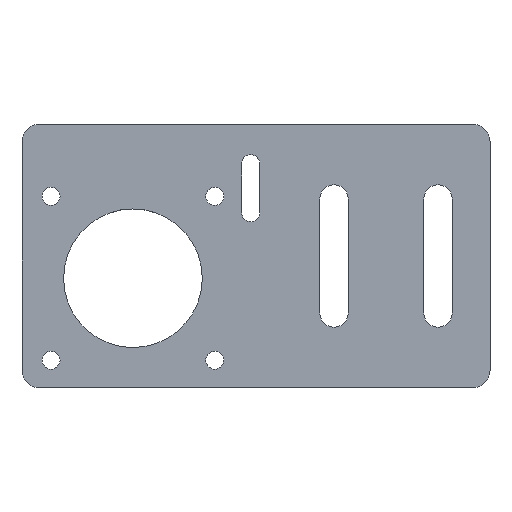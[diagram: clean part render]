
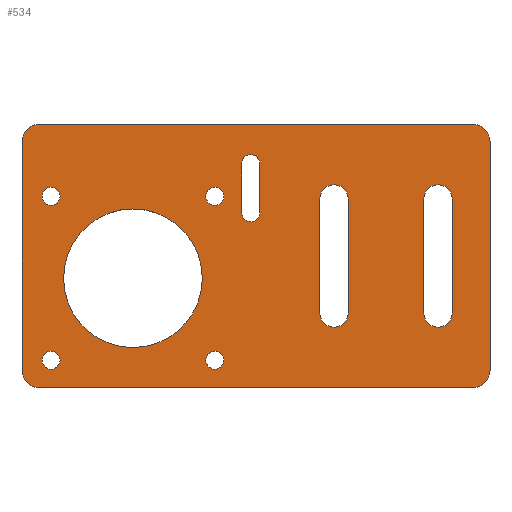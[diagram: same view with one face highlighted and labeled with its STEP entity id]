
A CAD part, top view. The second image highlights one B-rep face of the part: STEP entity #534.
In plain terms, the highlighted planar face has unit normal (0, 0, 1).
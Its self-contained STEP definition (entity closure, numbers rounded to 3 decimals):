
#17=LINE('',#763,#57);
#22=LINE('',#776,#62);
#25=LINE('',#787,#65);
#30=LINE('',#800,#70);
#33=LINE('',#811,#73);
#38=LINE('',#824,#78);
#42=LINE('',#861,#82);
#46=LINE('',#873,#86);
#50=LINE('',#885,#90);
#54=LINE('',#895,#94);
#57=VECTOR('',#606,32.86);
#62=VECTOR('',#619,32.86);
#65=VECTOR('',#630,32.86);
#70=VECTOR('',#643,32.86);
#73=VECTOR('',#654,14.);
#78=VECTOR('',#667,14.);
#82=VECTOR('',#709,125.);
#86=VECTOR('',#721,66.);
#90=VECTOR('',#733,125.);
#94=VECTOR('',#745,66.);
#106=PLANE('',#593);
#120=FACE_BOUND('',#195,.T.);
#121=FACE_BOUND('',#196,.T.);
#122=FACE_BOUND('',#197,.T.);
#123=FACE_BOUND('',#198,.T.);
#124=FACE_BOUND('',#199,.T.);
#125=FACE_BOUND('',#200,.T.);
#126=FACE_BOUND('',#201,.T.);
#127=FACE_BOUND('',#202,.T.);
#154=FACE_OUTER_BOUND('',#194,.T.);
#194=EDGE_LOOP('',(#468,#469,#470,#471,#472,#473,#474,#475));
#195=EDGE_LOOP('',(#476));
#196=EDGE_LOOP('',(#477,#478,#479,#480));
#197=EDGE_LOOP('',(#481,#482,#483,#484));
#198=EDGE_LOOP('',(#485,#486,#487,#488));
#199=EDGE_LOOP('',(#489));
#200=EDGE_LOOP('',(#490));
#201=EDGE_LOOP('',(#491));
#202=EDGE_LOOP('',(#492));
#203=CIRCLE('',#538,20.);
#206=CIRCLE('',#543,4.1);
#208=CIRCLE('',#547,4.1);
#210=CIRCLE('',#551,4.1);
#212=CIRCLE('',#555,4.1);
#214=CIRCLE('',#559,2.65);
#216=CIRCLE('',#563,2.65);
#217=CIRCLE('',#565,2.6);
#219=CIRCLE('',#568,2.6);
#221=CIRCLE('',#571,2.6);
#223=CIRCLE('',#574,2.6);
#226=CIRCLE('',#578,5.);
#228=CIRCLE('',#582,5.);
#230=CIRCLE('',#586,5.);
#232=CIRCLE('',#590,5.);
#233=VERTEX_POINT('',#752);
#237=VERTEX_POINT('',#760);
#238=VERTEX_POINT('',#762);
#240=VERTEX_POINT('',#768);
#242=VERTEX_POINT('',#774);
#245=VERTEX_POINT('',#784);
#246=VERTEX_POINT('',#786);
#248=VERTEX_POINT('',#792);
#250=VERTEX_POINT('',#798);
#253=VERTEX_POINT('',#808);
#254=VERTEX_POINT('',#810);
#256=VERTEX_POINT('',#816);
#258=VERTEX_POINT('',#822);
#259=VERTEX_POINT('',#829);
#261=VERTEX_POINT('',#834);
#263=VERTEX_POINT('',#839);
#265=VERTEX_POINT('',#844);
#269=VERTEX_POINT('',#852);
#270=VERTEX_POINT('',#854);
#272=VERTEX_POINT('',#860);
#274=VERTEX_POINT('',#866);
#276=VERTEX_POINT('',#872);
#278=VERTEX_POINT('',#878);
#280=VERTEX_POINT('',#884);
#282=VERTEX_POINT('',#890);
#283=EDGE_CURVE('',#233,#233,#203,.T.);
#287=EDGE_CURVE('',#238,#237,#17,.T.);
#291=EDGE_CURVE('',#237,#240,#206,.T.);
#294=EDGE_CURVE('',#240,#242,#22,.T.);
#296=EDGE_CURVE('',#242,#238,#208,.T.);
#299=EDGE_CURVE('',#246,#245,#25,.T.);
#303=EDGE_CURVE('',#245,#248,#210,.T.);
#306=EDGE_CURVE('',#248,#250,#30,.T.);
#308=EDGE_CURVE('',#250,#246,#212,.T.);
#311=EDGE_CURVE('',#254,#253,#33,.T.);
#315=EDGE_CURVE('',#253,#256,#214,.T.);
#318=EDGE_CURVE('',#256,#258,#38,.T.);
#320=EDGE_CURVE('',#258,#254,#216,.T.);
#321=EDGE_CURVE('',#259,#259,#217,.T.);
#323=EDGE_CURVE('',#261,#261,#219,.T.);
#325=EDGE_CURVE('',#263,#263,#221,.T.);
#327=EDGE_CURVE('',#265,#265,#223,.T.);
#331=EDGE_CURVE('',#270,#269,#226,.T.);
#334=EDGE_CURVE('',#272,#270,#42,.T.);
#337=EDGE_CURVE('',#274,#272,#228,.T.);
#340=EDGE_CURVE('',#276,#274,#46,.T.);
#343=EDGE_CURVE('',#278,#276,#230,.T.);
#346=EDGE_CURVE('',#280,#278,#50,.T.);
#349=EDGE_CURVE('',#282,#280,#232,.T.);
#352=EDGE_CURVE('',#269,#282,#54,.T.);
#468=ORIENTED_EDGE('',*,*,#352,.T.);
#469=ORIENTED_EDGE('',*,*,#349,.T.);
#470=ORIENTED_EDGE('',*,*,#346,.T.);
#471=ORIENTED_EDGE('',*,*,#343,.T.);
#472=ORIENTED_EDGE('',*,*,#340,.T.);
#473=ORIENTED_EDGE('',*,*,#337,.T.);
#474=ORIENTED_EDGE('',*,*,#334,.T.);
#475=ORIENTED_EDGE('',*,*,#331,.T.);
#476=ORIENTED_EDGE('',*,*,#283,.T.);
#477=ORIENTED_EDGE('',*,*,#287,.T.);
#478=ORIENTED_EDGE('',*,*,#291,.T.);
#479=ORIENTED_EDGE('',*,*,#294,.T.);
#480=ORIENTED_EDGE('',*,*,#296,.T.);
#481=ORIENTED_EDGE('',*,*,#299,.T.);
#482=ORIENTED_EDGE('',*,*,#303,.T.);
#483=ORIENTED_EDGE('',*,*,#306,.T.);
#484=ORIENTED_EDGE('',*,*,#308,.T.);
#485=ORIENTED_EDGE('',*,*,#311,.T.);
#486=ORIENTED_EDGE('',*,*,#315,.T.);
#487=ORIENTED_EDGE('',*,*,#318,.T.);
#488=ORIENTED_EDGE('',*,*,#320,.T.);
#489=ORIENTED_EDGE('',*,*,#321,.T.);
#490=ORIENTED_EDGE('',*,*,#323,.T.);
#491=ORIENTED_EDGE('',*,*,#325,.T.);
#492=ORIENTED_EDGE('',*,*,#327,.T.);
#534=ADVANCED_FACE('',(#154,#120,#121,#122,#123,#124,#125,#126,#127),#106,
 .T.);
#538=AXIS2_PLACEMENT_3D('',#753,#598,#599);
#543=AXIS2_PLACEMENT_3D('',#770,#613,#614);
#547=AXIS2_PLACEMENT_3D('',#779,#624,#625);
#551=AXIS2_PLACEMENT_3D('',#794,#637,#638);
#555=AXIS2_PLACEMENT_3D('',#803,#648,#649);
#559=AXIS2_PLACEMENT_3D('',#818,#661,#662);
#563=AXIS2_PLACEMENT_3D('',#827,#672,#673);
#565=AXIS2_PLACEMENT_3D('',#830,#676,#677);
#568=AXIS2_PLACEMENT_3D('',#835,#682,#683);
#571=AXIS2_PLACEMENT_3D('',#840,#688,#689);
#574=AXIS2_PLACEMENT_3D('',#845,#694,#695);
#578=AXIS2_PLACEMENT_3D('',#855,#703,#704);
#582=AXIS2_PLACEMENT_3D('',#867,#715,#716);
#586=AXIS2_PLACEMENT_3D('',#879,#727,#728);
#590=AXIS2_PLACEMENT_3D('',#891,#739,#740);
#593=AXIS2_PLACEMENT_3D('',#897,#748,#749);
#598=DIRECTION('center_axis',(0.,0.,-1.));
#599=DIRECTION('ref_axis',(-1.,0.,0.));
#606=DIRECTION('',(0.,-1.,0.));
#613=DIRECTION('center_axis',(0.,0.,-1.));
#614=DIRECTION('ref_axis',(1.,0.,0.));
#619=DIRECTION('',(0.,1.,0.));
#624=DIRECTION('center_axis',(0.,0.,-1.));
#625=DIRECTION('ref_axis',(-1.,0.,0.));
#630=DIRECTION('',(0.,-1.,0.));
#637=DIRECTION('center_axis',(0.,0.,-1.));
#638=DIRECTION('ref_axis',(1.,0.,0.));
#643=DIRECTION('',(0.,1.,0.));
#648=DIRECTION('center_axis',(0.,0.,-1.));
#649=DIRECTION('ref_axis',(-1.,0.,0.));
#654=DIRECTION('',(0.,-1.,0.));
#661=DIRECTION('center_axis',(0.,0.,-1.));
#662=DIRECTION('ref_axis',(1.,0.,0.));
#667=DIRECTION('',(0.,1.,0.));
#672=DIRECTION('center_axis',(0.,0.,-1.));
#673=DIRECTION('ref_axis',(-1.,0.,0.));
#676=DIRECTION('center_axis',(0.,0.,-1.));
#677=DIRECTION('ref_axis',(-1.,0.,0.));
#682=DIRECTION('center_axis',(0.,0.,-1.));
#683=DIRECTION('ref_axis',(-1.,0.,0.));
#688=DIRECTION('center_axis',(0.,0.,-1.));
#689=DIRECTION('ref_axis',(-1.,0.,0.));
#694=DIRECTION('center_axis',(0.,0.,-1.));
#695=DIRECTION('ref_axis',(-1.,0.,0.));
#703=DIRECTION('center_axis',(0.,0.,1.));
#704=DIRECTION('ref_axis',(0.,-1.,0.));
#709=DIRECTION('',(-1.,0.,0.));
#715=DIRECTION('center_axis',(0.,0.,1.));
#716=DIRECTION('ref_axis',(-1.,0.,0.));
#721=DIRECTION('',(0.,1.,0.));
#727=DIRECTION('center_axis',(0.,0.,1.));
#728=DIRECTION('ref_axis',(0.,1.,0.));
#733=DIRECTION('',(1.,0.,0.));
#739=DIRECTION('center_axis',(0.,0.,1.));
#740=DIRECTION('ref_axis',(1.,0.,0.));
#745=DIRECTION('',(0.,-1.,0.));
#748=DIRECTION('center_axis',(0.,0.,1.));
#749=DIRECTION('ref_axis',(1.,0.,0.));
#752=CARTESIAN_POINT('',(380.711,348.599,5.));
#753=CARTESIAN_POINT('Origin',(360.711,348.599,5.));
#760=CARTESIAN_POINT('',(422.811,338.599,5.));
#762=CARTESIAN_POINT('',(422.811,371.459,5.));
#763=CARTESIAN_POINT('',(422.811,346.814,5.));
#768=CARTESIAN_POINT('',(414.611,338.599,5.));
#770=CARTESIAN_POINT('Origin',(418.711,338.599,5.));
#774=CARTESIAN_POINT('',(414.611,371.459,5.));
#776=CARTESIAN_POINT('',(414.611,363.244,5.));
#779=CARTESIAN_POINT('Origin',(418.711,371.459,5.));
#784=CARTESIAN_POINT('',(452.811,338.599,5.));
#786=CARTESIAN_POINT('',(452.811,371.459,5.));
#787=CARTESIAN_POINT('',(452.811,346.814,5.));
#792=CARTESIAN_POINT('',(444.611,338.599,5.));
#794=CARTESIAN_POINT('Origin',(448.711,338.599,5.));
#798=CARTESIAN_POINT('',(444.611,371.459,5.));
#800=CARTESIAN_POINT('',(444.611,363.244,5.));
#803=CARTESIAN_POINT('Origin',(448.711,371.459,5.));
#808=CARTESIAN_POINT('',(397.361,367.599,5.));
#810=CARTESIAN_POINT('',(397.361,381.599,5.));
#811=CARTESIAN_POINT('',(397.361,361.314,5.));
#816=CARTESIAN_POINT('',(392.061,367.599,5.));
#818=CARTESIAN_POINT('Origin',(394.711,367.599,5.));
#822=CARTESIAN_POINT('',(392.061,381.599,5.));
#824=CARTESIAN_POINT('',(392.061,368.314,5.));
#827=CARTESIAN_POINT('Origin',(394.711,381.599,5.));
#829=CARTESIAN_POINT('',(386.933,324.977,5.));
#830=CARTESIAN_POINT('Origin',(384.333,324.977,5.));
#834=CARTESIAN_POINT('',(339.689,372.221,5.));
#835=CARTESIAN_POINT('Origin',(337.089,372.221,5.));
#839=CARTESIAN_POINT('',(339.689,324.977,5.));
#840=CARTESIAN_POINT('Origin',(337.089,324.977,5.));
#844=CARTESIAN_POINT('',(386.933,372.221,5.));
#845=CARTESIAN_POINT('Origin',(384.333,372.221,5.));
#852=CARTESIAN_POINT('',(328.711,388.029,5.));
#854=CARTESIAN_POINT('',(333.711,393.029,5.));
#855=CARTESIAN_POINT('Origin',(333.711,388.029,5.));
#860=CARTESIAN_POINT('',(458.711,393.029,5.));
#861=CARTESIAN_POINT('',(333.711,393.029,5.));
#866=CARTESIAN_POINT('',(463.711,388.029,5.));
#867=CARTESIAN_POINT('Origin',(458.711,388.029,5.));
#872=CARTESIAN_POINT('',(463.711,322.029,5.));
#873=CARTESIAN_POINT('',(463.711,388.029,5.));
#878=CARTESIAN_POINT('',(458.711,317.029,5.));
#879=CARTESIAN_POINT('Origin',(458.711,322.029,5.));
#884=CARTESIAN_POINT('',(333.711,317.029,5.));
#885=CARTESIAN_POINT('',(458.711,317.029,5.));
#890=CARTESIAN_POINT('',(328.711,322.029,5.));
#891=CARTESIAN_POINT('Origin',(333.711,322.029,5.));
#895=CARTESIAN_POINT('',(328.711,322.029,5.));
#897=CARTESIAN_POINT('Origin',(396.211,355.029,5.));
